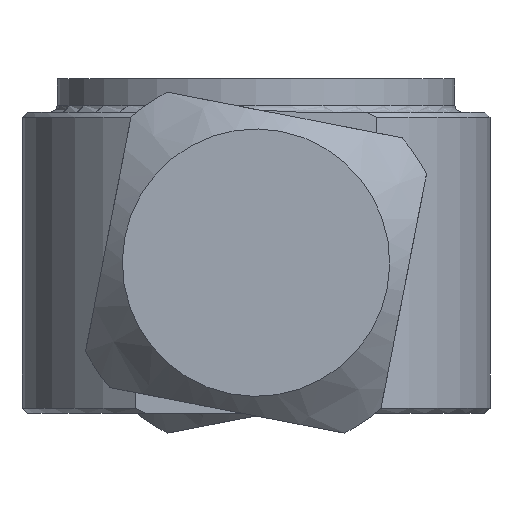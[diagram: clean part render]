
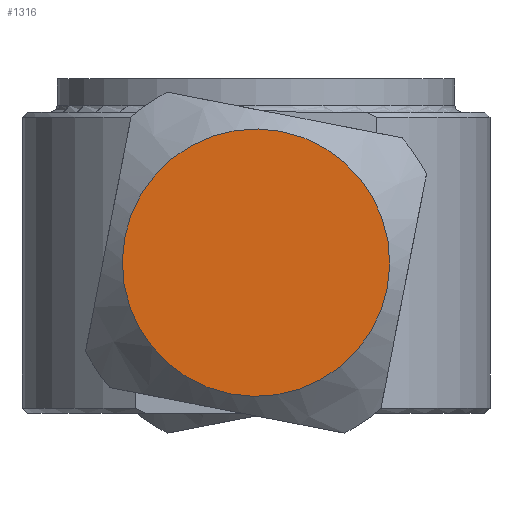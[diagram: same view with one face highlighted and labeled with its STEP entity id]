
A CAD part, left-side view. The second image highlights one B-rep face of the part: STEP entity #1316.
In plain terms, the highlighted face is planar.
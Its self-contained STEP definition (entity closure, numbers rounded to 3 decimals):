
#349=FACE_OUTER_BOUND('',#436,.T.);
#436=EDGE_LOOP('',(#1221));
#521=CIRCLE('',#1550,8.);
#652=VERTEX_POINT('',#2639);
#832=EDGE_CURVE('',#652,#652,#521,.T.);
#1221=ORIENTED_EDGE('',*,*,#832,.T.);
#1244=PLANE('',#1567);
#1316=ADVANCED_FACE('',(#349),#1244,.T.);
#1550=AXIS2_PLACEMENT_3D('',#2641,#1927,#1928);
#1567=AXIS2_PLACEMENT_3D('',#2673,#1965,#1966);
#1927=DIRECTION('center_axis',(0.,0.,1.));
#1928=DIRECTION('ref_axis',(-1.,0.,0.));
#1965=DIRECTION('center_axis',(0.,0.,1.));
#1966=DIRECTION('ref_axis',(1.,0.,0.));
#2639=CARTESIAN_POINT('',(8.,0.,20.));
#2641=CARTESIAN_POINT('Origin',(0.,0.,
20.));
#2673=CARTESIAN_POINT('Origin',(0.,0.,
20.));
